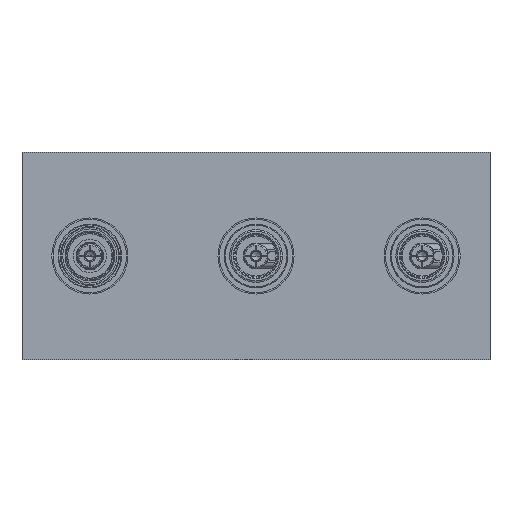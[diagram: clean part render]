
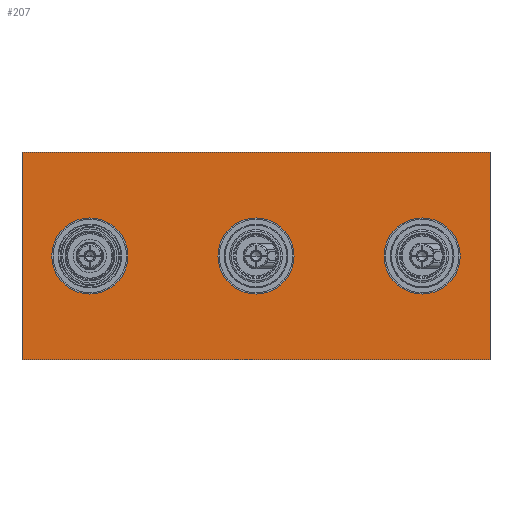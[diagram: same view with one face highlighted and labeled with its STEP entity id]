
A CAD part, front view. The second image highlights one B-rep face of the part: STEP entity #207.
In plain terms, the highlighted planar face has unit normal (0, -1, 0).
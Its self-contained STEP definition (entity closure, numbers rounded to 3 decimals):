
#2=DIRECTION('',(1.,0.,0.));
#3=VECTOR('',#2,338.);
#4=CARTESIAN_POINT('',(-169.,0.,75.));
#5=LINE('',#4,#3);
#6=DIRECTION('',(0.,0.,-1.));
#7=VECTOR('',#6,150.);
#8=CARTESIAN_POINT('',(169.,0.,75.));
#9=LINE('',#8,#7);
#10=DIRECTION('',(-1.,0.,0.));
#11=VECTOR('',#10,338.);
#12=CARTESIAN_POINT('',(169.,0.,-75.));
#13=LINE('',#12,#11);
#14=DIRECTION('',(0.,0.,1.));
#15=VECTOR('',#14,150.);
#16=CARTESIAN_POINT('',(-169.,0.,-75.));
#17=LINE('',#16,#15);
#18=CARTESIAN_POINT('',(0.,0.,0.));
#19=DIRECTION('',(0.,1.,0.));
#20=DIRECTION('',(1.,0.,0.));
#21=AXIS2_PLACEMENT_3D('',#18,#19,#20);
#23=CARTESIAN_POINT('',(0.,0.,0.));
#24=DIRECTION('',(0.,1.,0.));
#25=DIRECTION('',(-1.,0.,0.));
#26=AXIS2_PLACEMENT_3D('',#23,#24,#25);
#28=CARTESIAN_POINT('',(120.,0.,0.));
#29=DIRECTION('',(0.,1.,0.));
#30=DIRECTION('',(1.,0.,0.));
#31=AXIS2_PLACEMENT_3D('',#28,#29,#30);
#33=CARTESIAN_POINT('',(120.,0.,0.));
#34=DIRECTION('',(0.,1.,0.));
#35=DIRECTION('',(-1.,0.,0.));
#36=AXIS2_PLACEMENT_3D('',#33,#34,#35);
#38=CARTESIAN_POINT('',(-120.,0.,0.));
#39=DIRECTION('',(0.,1.,0.));
#40=DIRECTION('',(1.,0.,0.));
#41=AXIS2_PLACEMENT_3D('',#38,#39,#40);
#43=CARTESIAN_POINT('',(-120.,0.,0.));
#44=DIRECTION('',(0.,1.,0.));
#45=DIRECTION('',(-1.,0.,0.));
#46=AXIS2_PLACEMENT_3D('',#43,#44,#45);
#134=CARTESIAN_POINT('',(-169.,0.,75.));
#135=CARTESIAN_POINT('',(169.,0.,75.));
#136=VERTEX_POINT('',#134);
#137=VERTEX_POINT('',#135);
#138=CARTESIAN_POINT('',(169.,0.,-75.));
#139=VERTEX_POINT('',#138);
#140=CARTESIAN_POINT('',(-169.,0.,-75.));
#141=VERTEX_POINT('',#140);
#150=CARTESIAN_POINT('',(27.5,0.,0.));
#151=CARTESIAN_POINT('',(-27.5,0.,0.));
#152=VERTEX_POINT('',#150);
#153=VERTEX_POINT('',#151);
#154=CARTESIAN_POINT('',(147.5,0.,0.));
#155=CARTESIAN_POINT('',(92.5,0.,0.));
#156=VERTEX_POINT('',#154);
#157=VERTEX_POINT('',#155);
#158=CARTESIAN_POINT('',(-92.5,0.,0.));
#159=CARTESIAN_POINT('',(-147.5,0.,0.));
#160=VERTEX_POINT('',#158);
#161=VERTEX_POINT('',#159);
#174=CARTESIAN_POINT('',(0.,0.,0.));
#175=DIRECTION('',(0.,1.,0.));
#176=DIRECTION('',(1.,0.,0.));
#177=AXIS2_PLACEMENT_3D('',#174,#175,#176);
#178=PLANE('',#177);
#180=ORIENTED_EDGE('',*,*,#179,.T.);
#182=ORIENTED_EDGE('',*,*,#181,.T.);
#184=ORIENTED_EDGE('',*,*,#183,.T.);
#186=ORIENTED_EDGE('',*,*,#185,.T.);
#187=EDGE_LOOP('',(#180,#182,#184,#186));
#188=FACE_OUTER_BOUND('',#187,.F.);
#190=ORIENTED_EDGE('',*,*,#189,.F.);
#192=ORIENTED_EDGE('',*,*,#191,.F.);
#193=EDGE_LOOP('',(#190,#192));
#194=FACE_BOUND('',#193,.F.);
#196=ORIENTED_EDGE('',*,*,#195,.F.);
#198=ORIENTED_EDGE('',*,*,#197,.F.);
#199=EDGE_LOOP('',(#196,#198));
#200=FACE_BOUND('',#199,.F.);
#202=ORIENTED_EDGE('',*,*,#201,.F.);
#204=ORIENTED_EDGE('',*,*,#203,.F.);
#205=EDGE_LOOP('',(#202,#204));
#206=FACE_BOUND('',#205,.F.);
#207=ADVANCED_FACE('',(#188,#194,#200,#206),#178,.F.);
#22=CIRCLE('',#21,27.5);
#27=CIRCLE('',#26,27.5);
#32=CIRCLE('',#31,27.5);
#37=CIRCLE('',#36,27.5);
#42=CIRCLE('',#41,27.5);
#47=CIRCLE('',#46,27.5);
#179=EDGE_CURVE('',#136,#137,#5,.T.);
#181=EDGE_CURVE('',#137,#139,#9,.T.);
#183=EDGE_CURVE('',#139,#141,#13,.T.);
#185=EDGE_CURVE('',#141,#136,#17,.T.);
#189=EDGE_CURVE('',#152,#153,#22,.T.);
#191=EDGE_CURVE('',#153,#152,#27,.T.);
#195=EDGE_CURVE('',#156,#157,#32,.T.);
#197=EDGE_CURVE('',#157,#156,#37,.T.);
#201=EDGE_CURVE('',#160,#161,#42,.T.);
#203=EDGE_CURVE('',#161,#160,#47,.T.);
